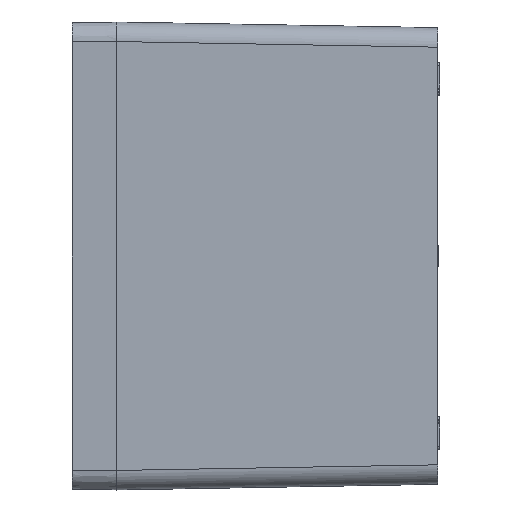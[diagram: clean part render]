
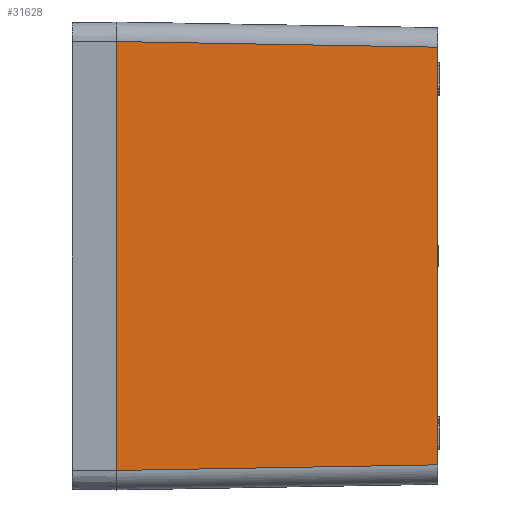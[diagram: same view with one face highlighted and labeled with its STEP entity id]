
A CAD part, left-side view. The second image highlights one B-rep face of the part: STEP entity #31628.
In plain terms, the highlighted planar face has unit normal (-1, -0.018, 0).
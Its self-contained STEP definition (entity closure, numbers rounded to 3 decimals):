
#1286 = FACE_OUTER_BOUND ( 'NONE', #28352, .T. ) ;
#1294 = VERTEX_POINT ( 'NONE', #2590 ) ;
#2590 = CARTESIAN_POINT ( 'NONE',  ( -197.707, -160., 102.609 ) ) ;
#7200 = VECTOR ( 'NONE', #25032, 1000. ) ;
#9538 = DIRECTION ( 'NONE',  ( -1., -0.017, 0. ) ) ;
#9584 = ORIENTED_EDGE ( 'NONE', *, *, #35561, .T. ) ;
#13333 = DIRECTION ( 'NONE',  ( 0.017, -1., 0. ) ) ;
#13632 = VECTOR ( 'NONE', #39885, 1000. ) ;
#13971 = VERTEX_POINT ( 'NONE', #17572 ) ;
#14855 = AXIS2_PLACEMENT_3D ( 'NONE', #20332, #9538, #13333 ) ;
#16731 = DIRECTION ( 'NONE',  ( 0., 0., -1. ) ) ;
#17186 = VERTEX_POINT ( 'NONE', #33123 ) ;
#17572 = CARTESIAN_POINT ( 'NONE',  ( -200.465, -2., -105.367 ) ) ;
#18524 = ORIENTED_EDGE ( 'NONE', *, *, #43403, .F. ) ;
#19781 = LINE ( 'NONE', #38434, #44726 ) ;
#20332 = CARTESIAN_POINT ( 'NONE',  ( -200.5, 0., -115. ) ) ;
#23700 = CARTESIAN_POINT ( 'NONE',  ( -197.707, -160., 115. ) ) ;
#24956 = LINE ( 'NONE', #29054, #13632 ) ;
#25032 = DIRECTION ( 'NONE',  ( 0.017, -1., 0.017 ) ) ;
#25783 = EDGE_CURVE ( 'NONE', #39489, #1294, #27064, .T. ) ;
#26284 = CARTESIAN_POINT ( 'NONE',  ( -200.465, -2., -105.367 ) ) ;
#27064 = LINE ( 'NONE', #23700, #30483 ) ;
#28352 = EDGE_LOOP ( 'NONE', ( #9584, #36238, #18524, #28800 ) ) ;
#28800 = ORIENTED_EDGE ( 'NONE', *, *, #46868, .T. ) ;
#29054 = CARTESIAN_POINT ( 'NONE',  ( -200.433, -3.845, 105.334 ) ) ;
#30483 = VECTOR ( 'NONE', #41835, 1000. ) ;
#31628 = ADVANCED_FACE ( 'NONE', ( #1286 ), #34464, .T. ) ;
#33123 = CARTESIAN_POINT ( 'NONE',  ( -200.465, -2., 105.367 ) ) ;
#33503 = CARTESIAN_POINT ( 'NONE',  ( -197.707, -160., -102.609 ) ) ;
#34464 = PLANE ( 'NONE',  #14855 ) ;
#35028 = LINE ( 'NONE', #26284, #7200 ) ;
#35561 = EDGE_CURVE ( 'NONE', #13971, #39489, #35028, .T. ) ;
#36238 = ORIENTED_EDGE ( 'NONE', *, *, #25783, .T. ) ;
#38434 = CARTESIAN_POINT ( 'NONE',  ( -200.465, -2., -115. ) ) ;
#39489 = VERTEX_POINT ( 'NONE', #33503 ) ;
#39885 = DIRECTION ( 'NONE',  ( 0.017, -1., -0.017 ) ) ;
#41835 = DIRECTION ( 'NONE',  ( 0., 0., 1. ) ) ;
#43403 = EDGE_CURVE ( 'NONE', #17186, #1294, #24956, .T. ) ;
#44726 = VECTOR ( 'NONE', #16731, 1000. ) ;
#46868 = EDGE_CURVE ( 'NONE', #17186, #13971, #19781, .T. ) ;
